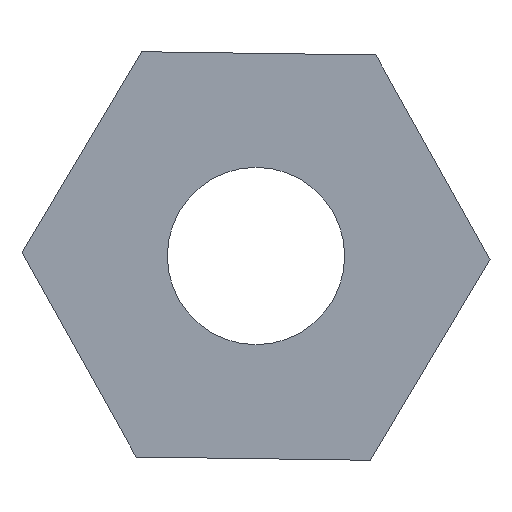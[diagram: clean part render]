
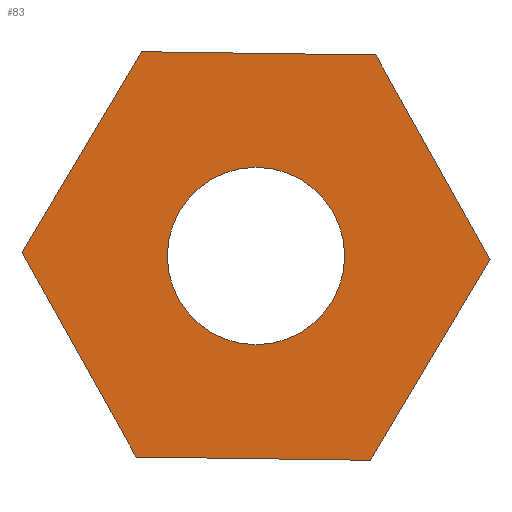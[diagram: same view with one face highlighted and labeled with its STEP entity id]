
A CAD part, front view. The second image highlights one B-rep face of the part: STEP entity #83.
In plain terms, the highlighted planar face has unit normal (0, -1, 0).
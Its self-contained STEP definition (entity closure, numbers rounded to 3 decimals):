
#83=ADVANCED_FACE('',(#103,#104),#105,.F.);
#103=FACE_OUTER_BOUND('',#125,.T.);
#104=FACE_BOUND('',#126,.T.);
#105=PLANE('',#127);
#125=EDGE_LOOP('',(#190,#191,#192,#193,#194,#195));
#126=EDGE_LOOP('',(#196,#197));
#127=AXIS2_PLACEMENT_3D('',#198,#199,#200);
#190=ORIENTED_EDGE('',*,*,#227,.F.);
#191=ORIENTED_EDGE('',*,*,#224,.F.);
#192=ORIENTED_EDGE('',*,*,#221,.F.);
#193=ORIENTED_EDGE('',*,*,#218,.F.);
#194=ORIENTED_EDGE('',*,*,#215,.F.);
#195=ORIENTED_EDGE('',*,*,#229,.F.);
#196=ORIENTED_EDGE('',*,*,#231,.F.);
#197=ORIENTED_EDGE('',*,*,#210,.F.);
#198=CARTESIAN_POINT('',(-2.944,0.0,-3.695));
#199=DIRECTION('',(0.0,1.0,0.0));
#200=DIRECTION('',(1.0,0.0,-0.0));
#210=EDGE_CURVE('',#235,#237,#238,.T.);
#215=EDGE_CURVE('',#245,#240,#247,.T.);
#218=EDGE_CURVE('',#240,#248,#252,.T.);
#221=EDGE_CURVE('',#248,#253,#257,.T.);
#224=EDGE_CURVE('',#253,#258,#262,.T.);
#227=EDGE_CURVE('',#258,#263,#267,.T.);
#229=EDGE_CURVE('',#263,#245,#269,.T.);
#231=EDGE_CURVE('',#237,#235,#271,.T.);
#235=VERTEX_POINT('',#275);
#237=VERTEX_POINT('',#278);
#238=CIRCLE('',#279,1.4);
#240=VERTEX_POINT('',#282);
#245=VERTEX_POINT('',#289);
#247=LINE('',#292,#293);
#248=VERTEX_POINT('',#294);
#252=LINE('',#300,#301);
#253=VERTEX_POINT('',#302);
#257=LINE('',#308,#309);
#258=VERTEX_POINT('',#310);
#262=LINE('',#316,#317);
#263=VERTEX_POINT('',#318);
#267=LINE('',#324,#325);
#269=LINE('',#328,#329);
#271=CIRCLE('',#331,1.4);
#275=CARTESIAN_POINT('',(0.795,0.0,0.97));
#278=CARTESIAN_POINT('',(0.795,0.0,-1.83));
#279=AXIS2_PLACEMENT_3D('',#336,#337,#338);
#282=CARTESIAN_POINT('',(-1.007,0.,2.795));
#289=CARTESIAN_POINT('',(-2.899,0.0,-0.379));
#292=CARTESIAN_POINT('',(-1.007,0.0,2.795));
#293=VECTOR('',#343,1000.0);
#294=CARTESIAN_POINT('',(2.687,0.,2.743));
#300=CARTESIAN_POINT('',(2.687,0.0,2.743));
#301=VECTOR('',#346,1000.0);
#302=CARTESIAN_POINT('',(4.49,0.0,-0.482));
#308=CARTESIAN_POINT('',(4.49,0.0,-0.482));
#309=VECTOR('',#349,1000.0);
#310=CARTESIAN_POINT('',(2.598,0.,-3.656));
#316=CARTESIAN_POINT('',(2.598,0.0,-3.656));
#317=VECTOR('',#352,1000.0);
#318=CARTESIAN_POINT('',(-1.097,0.,-3.604));
#324=CARTESIAN_POINT('',(-1.097,0.,-3.604));
#325=VECTOR('',#355,1000.0);
#328=CARTESIAN_POINT('',(-2.899,0.0,-0.379));
#329=VECTOR('',#357,1000.0);
#331=AXIS2_PLACEMENT_3D('',#361,#362,#363);
#336=CARTESIAN_POINT('',(0.795,0.0,-0.43));
#337=DIRECTION('',(0.0,-1.0,0.0));
#338=DIRECTION('',(0.0,0.0,-1.0));
#343=DIRECTION('',(0.512,-0.0,0.859));
#346=DIRECTION('',(1.,-0.0,-0.014));
#349=DIRECTION('',(0.488,-0.0,-0.873));
#352=DIRECTION('',(-0.512,-0.0,-0.859));
#355=DIRECTION('',(-1.,-0.0,0.014));
#357=DIRECTION('',(-0.488,-0.0,0.873));
#361=CARTESIAN_POINT('',(0.795,0.0,-0.43));
#362=DIRECTION('',(0.0,-1.0,0.0));
#363=DIRECTION('',(0.0,0.0,-1.0));
